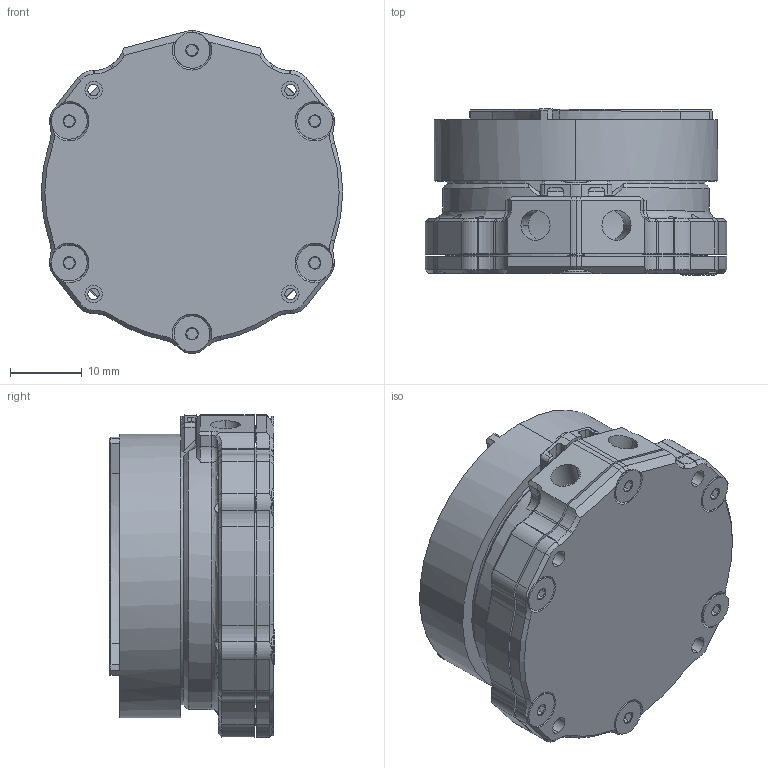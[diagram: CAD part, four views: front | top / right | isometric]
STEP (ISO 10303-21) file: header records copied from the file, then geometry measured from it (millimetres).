
FILE_DESCRIPTION (( 'STEP AP203' ), '1' );
FILE_NAME ('RP03_DUMMY.STEP', '2025-07-14T13:43:35', ( '' ), ( '' ), 'SwSTEP 2.0', 'SolidWorks 2024', '' );
FILE_SCHEMA (( 'CONFIG_CONTROL_DESIGN' ));
Length unit declared in the file: millimetre
Products named in the file (1): RP03_DUMMY
Bounding box: 42 x 23.08 x 44.99 mm (x, y, z)
Volume: 25898.5 mm3; surface area: 8686.7 mm2
Topology: 1 solids, 1 shells, 866 faces, 2396 edges, 1514 vertices
Faces by surface type: cylinder 469, cone 203, plane 162, bspline 28, torus 4
Entity records: 37610 total; most frequent: CARTESIAN_POINT 17167, ORIENTED_EDGE 4792, DIRECTION 3919, EDGE_CURVE 2396, VERTEX_POINT 1514, AXIS2_PLACEMENT_3D 1510, EDGE_LOOP 904, LINE 899
